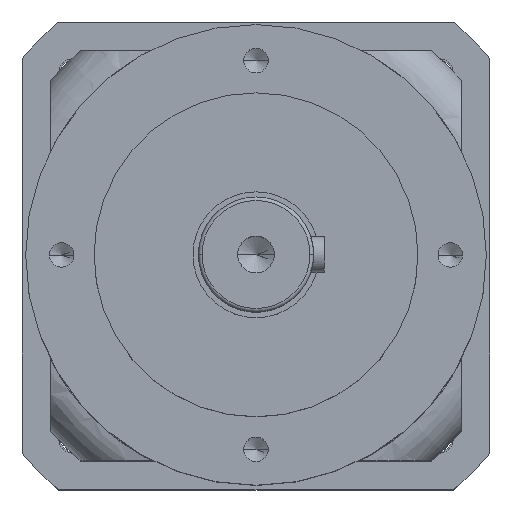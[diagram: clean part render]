
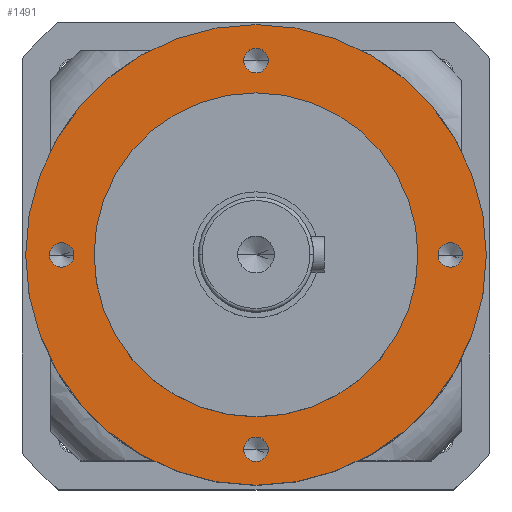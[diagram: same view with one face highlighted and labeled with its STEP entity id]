
A CAD part, top view. The second image highlights one B-rep face of the part: STEP entity #1491.
In plain terms, the highlighted planar face has unit normal (0, 0, 1).
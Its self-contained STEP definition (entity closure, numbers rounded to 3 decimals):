
#285 = EDGE_CURVE ( 'NONE', #10055, #3515, #6282, .T. ) ;
#450 = ORIENTED_EDGE ( 'NONE', *, *, #5583, .F. ) ;
#461 = DIRECTION ( 'NONE',  ( 0., 0., 1. ) ) ;
#565 = DIRECTION ( 'NONE',  ( 1., 0., 0. ) ) ;
#743 = DIRECTION ( 'NONE',  ( -1., 0., 0. ) ) ;
#1142 = CARTESIAN_POINT ( 'NONE',  ( 0., 54., -70. ) ) ;
#1169 = FACE_OUTER_BOUND ( 'NONE', #8478, .T. ) ;
#1229 = ORIENTED_EDGE ( 'NONE', *, *, #4118, .T. ) ;
#1490 = FACE_BOUND ( 'NONE', #8357, .T. ) ;
#1491 = ADVANCED_FACE ( 'NONE', ( #9367, #1490, #9679, #6663, #3969, #1169 ), #12904, .F. ) ;
#1677 = DIRECTION ( 'NONE',  ( 0., 0., 1. ) ) ;
#1736 = ORIENTED_EDGE ( 'NONE', *, *, #13210, .F. ) ;
#1829 = DIRECTION ( 'NONE',  ( 0., 0., -1. ) ) ;
#1867 = ORIENTED_EDGE ( 'NONE', *, *, #6040, .F. ) ;
#2081 = VERTEX_POINT ( 'NONE', #6347 ) ;
#2114 = CIRCLE ( 'NONE', #8581, 3.4 ) ;
#2191 = CIRCLE ( 'NONE', #3281, 64. ) ;
#2200 = DIRECTION ( 'NONE',  ( 1., 0., 0. ) ) ;
#2220 = DIRECTION ( 'NONE',  ( 0., 0., 1. ) ) ;
#2247 = AXIS2_PLACEMENT_3D ( 'NONE', #6681, #461, #7717 ) ;
#2317 = AXIS2_PLACEMENT_3D ( 'NONE', #5913, #13033, #6938 ) ;
#2418 = CARTESIAN_POINT ( 'NONE',  ( 50.6, 0., -70. ) ) ;
#2629 = DIRECTION ( 'NONE',  ( 0., 0., 1. ) ) ;
#2728 = CARTESIAN_POINT ( 'NONE',  ( 3.4, 54., -70. ) ) ;
#2988 = AXIS2_PLACEMENT_3D ( 'NONE', #12620, #2629, #3289 ) ;
#3016 = VERTEX_POINT ( 'NONE', #2728 ) ;
#3031 = EDGE_CURVE ( 'NONE', #12067, #9238, #7908, .T. ) ;
#3152 = VERTEX_POINT ( 'NONE', #6777 ) ;
#3229 = VERTEX_POINT ( 'NONE', #9971 ) ;
#3281 = AXIS2_PLACEMENT_3D ( 'NONE', #5618, #12727, #6642 ) ;
#3289 = DIRECTION ( 'NONE',  ( 1., 0., 0. ) ) ;
#3420 = EDGE_LOOP ( 'NONE', ( #1867, #4967 ) ) ;
#3515 = VERTEX_POINT ( 'NONE', #10982 ) ;
#3663 = CARTESIAN_POINT ( 'NONE',  ( 45., 0., -70. ) ) ;
#3839 = CARTESIAN_POINT ( 'NONE',  ( 54., 0., -70. ) ) ;
#3969 = FACE_BOUND ( 'NONE', #10570, .T. ) ;
#3999 = EDGE_LOOP ( 'NONE', ( #12009, #8076 ) ) ;
#4034 = VERTEX_POINT ( 'NONE', #8517 ) ;
#4118 = EDGE_CURVE ( 'NONE', #9819, #3152, #2191, .T. ) ;
#4217 = EDGE_LOOP ( 'NONE', ( #1736, #10080 ) ) ;
#4852 = DIRECTION ( 'NONE',  ( 1., 0., 0. ) ) ;
#4967 = ORIENTED_EDGE ( 'NONE', *, *, #7336, .F. ) ;
#5129 = EDGE_CURVE ( 'NONE', #2081, #3229, #2114, .T. ) ;
#5543 = DIRECTION ( 'NONE',  ( 0., 0., 1. ) ) ;
#5583 = EDGE_CURVE ( 'NONE', #4034, #8749, #9445, .T. ) ;
#5618 = CARTESIAN_POINT ( 'NONE',  ( 0., 0., -70. ) ) ;
#5679 = DIRECTION ( 'NONE',  ( 0., 0., 1. ) ) ;
#5913 = CARTESIAN_POINT ( 'NONE',  ( 0., 0., -70. ) ) ;
#6040 = EDGE_CURVE ( 'NONE', #3016, #12442, #10655, .T. ) ;
#6084 = CARTESIAN_POINT ( 'NONE',  ( 54., 0., -70. ) ) ;
#6282 = CIRCLE ( 'NONE', #2988, 3.4 ) ;
#6347 = CARTESIAN_POINT ( 'NONE',  ( -50.6, 0., -70. ) ) ;
#6398 = AXIS2_PLACEMENT_3D ( 'NONE', #11770, #5679, #12797 ) ;
#6511 = ORIENTED_EDGE ( 'NONE', *, *, #12713, .F. ) ;
#6593 = AXIS2_PLACEMENT_3D ( 'NONE', #8362, #2220, #9373 ) ;
#6642 = DIRECTION ( 'NONE',  ( 1., 0., 0. ) ) ;
#6663 = FACE_BOUND ( 'NONE', #3999, .T. ) ;
#6681 = CARTESIAN_POINT ( 'NONE',  ( 0., -54., -70. ) ) ;
#6777 = CARTESIAN_POINT ( 'NONE',  ( 64., 0., -70. ) ) ;
#6782 = DIRECTION ( 'NONE',  ( 0., 0., 1. ) ) ;
#6938 = DIRECTION ( 'NONE',  ( 1., 0., 0. ) ) ;
#7018 = EDGE_CURVE ( 'NONE', #3152, #9819, #10623, .T. ) ;
#7106 = DIRECTION ( 'NONE',  ( 1., 0., 0. ) ) ;
#7336 = EDGE_CURVE ( 'NONE', #12442, #3016, #12830, .T. ) ;
#7406 = ORIENTED_EDGE ( 'NONE', *, *, #3031, .F. ) ;
#7612 = AXIS2_PLACEMENT_3D ( 'NONE', #6084, #13204, #7106 ) ;
#7717 = DIRECTION ( 'NONE',  ( 1., 0., 0. ) ) ;
#7846 = AXIS2_PLACEMENT_3D ( 'NONE', #7849, #1677, #8862 ) ;
#7849 = CARTESIAN_POINT ( 'NONE',  ( 0., 0., -70. ) ) ;
#7908 = CIRCLE ( 'NONE', #8229, 3.4 ) ;
#8076 = ORIENTED_EDGE ( 'NONE', *, *, #9593, .F. ) ;
#8229 = AXIS2_PLACEMENT_3D ( 'NONE', #3839, #10945, #4852 ) ;
#8246 = ORIENTED_EDGE ( 'NONE', *, *, #8930, .F. ) ;
#8325 = ORIENTED_EDGE ( 'NONE', *, *, #7018, .T. ) ;
#8347 = DIRECTION ( 'NONE',  ( 0., 0., 1. ) ) ;
#8357 = EDGE_LOOP ( 'NONE', ( #8246, #7406 ) ) ;
#8362 = CARTESIAN_POINT ( 'NONE',  ( -54., 0., -70. ) ) ;
#8478 = EDGE_LOOP ( 'NONE', ( #8325, #1229 ) ) ;
#8517 = CARTESIAN_POINT ( 'NONE',  ( -45., 0., -70. ) ) ;
#8553 = CIRCLE ( 'NONE', #7612, 3.4 ) ;
#8575 = CARTESIAN_POINT ( 'NONE',  ( -3.4, 54., -70. ) ) ;
#8581 = AXIS2_PLACEMENT_3D ( 'NONE', #12867, #6782, #565 ) ;
#8636 = CARTESIAN_POINT ( 'NONE',  ( 57.4, 0., -70. ) ) ;
#8749 = VERTEX_POINT ( 'NONE', #3663 ) ;
#8862 = DIRECTION ( 'NONE',  ( 1., 0., 0. ) ) ;
#8930 = EDGE_CURVE ( 'NONE', #9238, #12067, #8553, .T. ) ;
#9153 = CARTESIAN_POINT ( 'NONE',  ( -3.4, -54., -70. ) ) ;
#9238 = VERTEX_POINT ( 'NONE', #8636 ) ;
#9367 = FACE_BOUND ( 'NONE', #3420, .T. ) ;
#9373 = DIRECTION ( 'NONE',  ( 1., 0., 0. ) ) ;
#9445 = CIRCLE ( 'NONE', #10806, 45. ) ;
#9593 = EDGE_CURVE ( 'NONE', #3229, #2081, #11701, .T. ) ;
#9679 = FACE_BOUND ( 'NONE', #4217, .T. ) ;
#9819 = VERTEX_POINT ( 'NONE', #11767 ) ;
#9971 = CARTESIAN_POINT ( 'NONE',  ( -57.4, 0., -70. ) ) ;
#10055 = VERTEX_POINT ( 'NONE', #9153 ) ;
#10080 = ORIENTED_EDGE ( 'NONE', *, *, #285, .F. ) ;
#10570 = EDGE_LOOP ( 'NONE', ( #6511, #450 ) ) ;
#10623 = CIRCLE ( 'NONE', #7846, 64. ) ;
#10655 = CIRCLE ( 'NONE', #12158, 3.4 ) ;
#10806 = AXIS2_PLACEMENT_3D ( 'NONE', #11632, #5543, #12660 ) ;
#10945 = DIRECTION ( 'NONE',  ( 0., 0., 1. ) ) ;
#10982 = CARTESIAN_POINT ( 'NONE',  ( 3.4, -54., -70. ) ) ;
#11632 = CARTESIAN_POINT ( 'NONE',  ( 0., 0., -70. ) ) ;
#11701 = CIRCLE ( 'NONE', #6593, 3.4 ) ;
#11767 = CARTESIAN_POINT ( 'NONE',  ( -64., 0., -70. ) ) ;
#11770 = CARTESIAN_POINT ( 'NONE',  ( 0., 54., -70. ) ) ;
#11963 = CIRCLE ( 'NONE', #2317, 45. ) ;
#12009 = ORIENTED_EDGE ( 'NONE', *, *, #5129, .F. ) ;
#12067 = VERTEX_POINT ( 'NONE', #2418 ) ;
#12158 = AXIS2_PLACEMENT_3D ( 'NONE', #1142, #8347, #2200 ) ;
#12442 = VERTEX_POINT ( 'NONE', #8575 ) ;
#12523 = AXIS2_PLACEMENT_3D ( 'NONE', #13197, #1829, #743 ) ;
#12565 = CIRCLE ( 'NONE', #2247, 3.4 ) ;
#12620 = CARTESIAN_POINT ( 'NONE',  ( 0., -54., -70. ) ) ;
#12660 = DIRECTION ( 'NONE',  ( 1., 0., 0. ) ) ;
#12713 = EDGE_CURVE ( 'NONE', #8749, #4034, #11963, .T. ) ;
#12727 = DIRECTION ( 'NONE',  ( 0., 0., 1. ) ) ;
#12797 = DIRECTION ( 'NONE',  ( 1., 0., 0. ) ) ;
#12830 = CIRCLE ( 'NONE', #6398, 3.4 ) ;
#12867 = CARTESIAN_POINT ( 'NONE',  ( -54., 0., -70. ) ) ;
#12904 = PLANE ( 'NONE',  #12523 ) ;
#13033 = DIRECTION ( 'NONE',  ( 0., 0., 1. ) ) ;
#13197 = CARTESIAN_POINT ( 'NONE',  ( 0., 64., -70. ) ) ;
#13204 = DIRECTION ( 'NONE',  ( 0., 0., 1. ) ) ;
#13210 = EDGE_CURVE ( 'NONE', #3515, #10055, #12565, .T. ) ;
